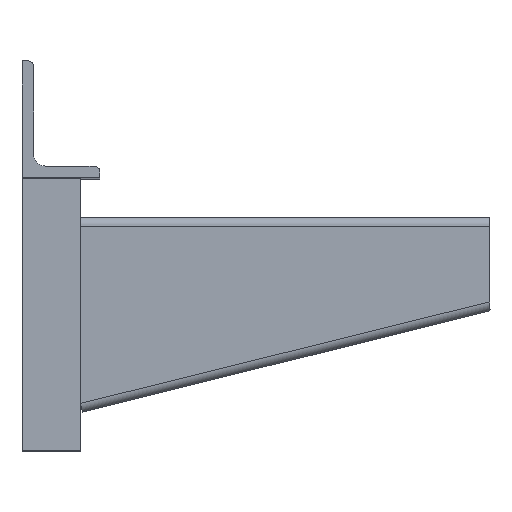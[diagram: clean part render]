
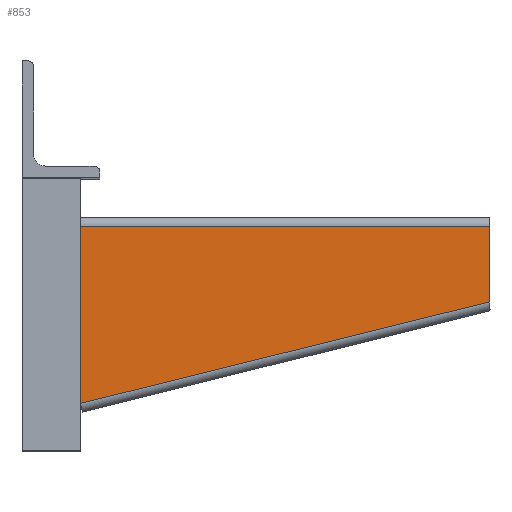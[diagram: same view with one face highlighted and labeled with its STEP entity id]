
A CAD part, top view. The second image highlights one B-rep face of the part: STEP entity #853.
In plain terms, the highlighted planar face has unit normal (0, 0, 1).
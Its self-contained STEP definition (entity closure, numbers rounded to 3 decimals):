
#21 = VECTOR ( 'NONE', #2054, 1000. ) ;
#191 = ORIENTED_EDGE ( 'NONE', *, *, #2042, .F. ) ;
#316 = EDGE_LOOP ( 'NONE', ( #2269, #355, #1186, #191 ) ) ;
#349 = FACE_OUTER_BOUND ( 'NONE', #316, .T. ) ;
#350 = CARTESIAN_POINT ( 'NONE',  ( 16.329, -65.734, 0. ) ) ;
#355 = ORIENTED_EDGE ( 'NONE', *, *, #1119, .T. ) ;
#539 = CARTESIAN_POINT ( 'NONE',  ( 0., 21.29, 0. ) ) ;
#587 = VERTEX_POINT ( 'NONE', #2562 ) ;
#735 = LINE ( 'NONE', #2414, #1438 ) ;
#853 = ADVANCED_FACE ( 'NONE', ( #349 ), #1588, .F. ) ;
#866 = VECTOR ( 'NONE', #1915, 1000. ) ;
#967 = DIRECTION ( 'NONE',  ( 0., -1., 0. ) ) ;
#1024 = CARTESIAN_POINT ( 'NONE',  ( 210., 49.01, 0. ) ) ;
#1058 = EDGE_CURVE ( 'NONE', #2066, #587, #735, .T. ) ;
#1119 = EDGE_CURVE ( 'NONE', #587, #2081, #1471, .T. ) ;
#1186 = ORIENTED_EDGE ( 'NONE', *, *, #1628, .T. ) ;
#1438 = VECTOR ( 'NONE', #967, 1000. ) ;
#1471 = LINE ( 'NONE', #350, #21 ) ;
#1588 = PLANE ( 'NONE',  #2486 ) ;
#1628 = EDGE_CURVE ( 'NONE', #2081, #1688, #2074, .T. ) ;
#1688 = VERTEX_POINT ( 'NONE', #2118 ) ;
#1915 = DIRECTION ( 'NONE',  ( 0., 1., 0. ) ) ;
#2031 = LINE ( 'NONE', #539, #2065 ) ;
#2042 = EDGE_CURVE ( 'NONE', #2066, #1688, #2031, .T. ) ;
#2053 = DIRECTION ( 'NONE',  ( -1., 0., 0. ) ) ;
#2054 = DIRECTION ( 'NONE',  ( 0.971, 0.241, 0. ) ) ;
#2065 = VECTOR ( 'NONE', #2230, 1000. ) ;
#2066 = VERTEX_POINT ( 'NONE', #2083 ) ;
#2074 = LINE ( 'NONE', #1024, #866 ) ;
#2081 = VERTEX_POINT ( 'NONE', #2698 ) ;
#2083 = CARTESIAN_POINT ( 'NONE',  ( 0., 21.29, 0. ) ) ;
#2118 = CARTESIAN_POINT ( 'NONE',  ( 210., 21.29, 0. ) ) ;
#2230 = DIRECTION ( 'NONE',  ( 1., 0., 0. ) ) ;
#2269 = ORIENTED_EDGE ( 'NONE', *, *, #1058, .T. ) ;
#2414 = CARTESIAN_POINT ( 'NONE',  ( 0., -69.99, 0. ) ) ;
#2430 = CARTESIAN_POINT ( 'NONE',  ( 0., 0., 0. ) ) ;
#2462 = DIRECTION ( 'NONE',  ( 0., 0., -1. ) ) ;
#2486 = AXIS2_PLACEMENT_3D ( 'NONE', #2430, #2462, #2053 ) ;
#2562 = CARTESIAN_POINT ( 'NONE',  ( 0., -69.79, 0. ) ) ;
#2698 = CARTESIAN_POINT ( 'NONE',  ( 210., -17.624, 0. ) ) ;
